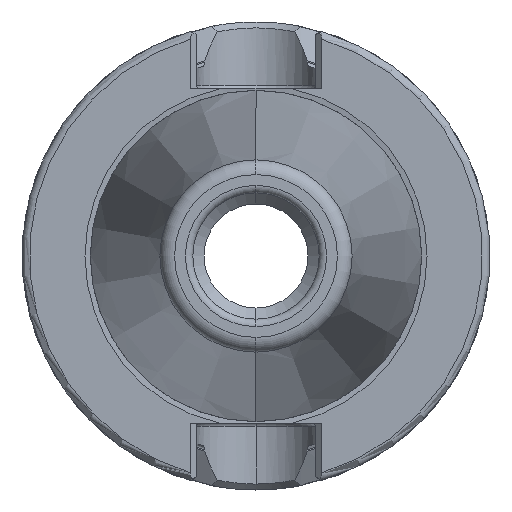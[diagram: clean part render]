
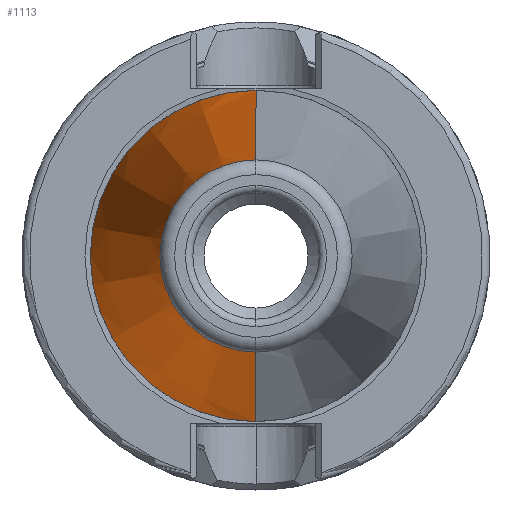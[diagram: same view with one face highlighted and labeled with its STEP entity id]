
A CAD part, left-side view. The second image highlights one B-rep face of the part: STEP entity #1113.
In plain terms, the highlighted conical face has half-angle 8.297 degrees and reference radius 22.298 mm.
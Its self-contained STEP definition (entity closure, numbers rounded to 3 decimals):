
#41 = DIRECTION ( 'NONE',  ( -1., 0., 0. ) ) ;
#124 = DIRECTION ( 'NONE',  ( 1., 0., 0. ) ) ;
#304 = CARTESIAN_POINT ( 'NONE',  ( -89.5, 0., 0. ) ) ;
#357 = CARTESIAN_POINT ( 'NONE',  ( -153.689, 0., 12.937 ) ) ;
#439 = DIRECTION ( 'NONE',  ( 0., 0., -1. ) ) ;
#503 = EDGE_CURVE ( 'NONE', #2719, #3331, #970, .T. ) ;
#567 = VECTOR ( 'NONE', #1598, 1000. ) ;
#745 = VECTOR ( 'NONE', #3191, 1000. ) ;
#763 = CONICAL_SURFACE ( 'NONE', #966, 22.298, 0.145 ) ;
#833 = ORIENTED_EDGE ( 'NONE', *, *, #4033, .F. ) ;
#963 = FACE_OUTER_BOUND ( 'NONE', #3574, .T. ) ;
#966 = AXIS2_PLACEMENT_3D ( 'NONE', #2446, #124, #439 ) ;
#970 = CIRCLE ( 'NONE', #1462, 22.298 ) ;
#1113 = ADVANCED_FACE ( 'NONE', ( #963 ), #763, .T. ) ;
#1249 = EDGE_CURVE ( 'NONE', #1947, #2719, #2141, .T. ) ;
#1462 = AXIS2_PLACEMENT_3D ( 'NONE', #304, #2627, #3913 ) ;
#1598 = DIRECTION ( 'NONE',  ( 0.99, 0., 0.144 ) ) ;
#1785 = CARTESIAN_POINT ( 'NONE',  ( -89.5, 0., -22.298 ) ) ;
#1867 = ORIENTED_EDGE ( 'NONE', *, *, #503, .T. ) ;
#1947 = VERTEX_POINT ( 'NONE', #357 ) ;
#1966 = EDGE_CURVE ( 'NONE', #1947, #2747, #4206, .T. ) ;
#2037 = CARTESIAN_POINT ( 'NONE',  ( -153.689, 0., 0. ) ) ;
#2083 = AXIS2_PLACEMENT_3D ( 'NONE', #2037, #41, #2372 ) ;
#2141 = LINE ( 'NONE', #3887, #567 ) ;
#2215 = CARTESIAN_POINT ( 'NONE',  ( -89.5, 0., -22.298 ) ) ;
#2217 = CARTESIAN_POINT ( 'NONE',  ( -153.689, 0., -12.937 ) ) ;
#2372 = DIRECTION ( 'NONE',  ( 0., 0., 1. ) ) ;
#2426 = LINE ( 'NONE', #2215, #745 ) ;
#2446 = CARTESIAN_POINT ( 'NONE',  ( -89.5, 0., 0. ) ) ;
#2627 = DIRECTION ( 'NONE',  ( -1., 0., 0. ) ) ;
#2719 = VERTEX_POINT ( 'NONE', #3835 ) ;
#2747 = VERTEX_POINT ( 'NONE', #2217 ) ;
#2785 = ORIENTED_EDGE ( 'NONE', *, *, #1966, .F. ) ;
#2954 = ORIENTED_EDGE ( 'NONE', *, *, #1249, .T. ) ;
#3191 = DIRECTION ( 'NONE',  ( 0.99, 0., -0.144 ) ) ;
#3331 = VERTEX_POINT ( 'NONE', #1785 ) ;
#3574 = EDGE_LOOP ( 'NONE', ( #2785, #2954, #1867, #833 ) ) ;
#3835 = CARTESIAN_POINT ( 'NONE',  ( -89.5, 0., 22.298 ) ) ;
#3887 = CARTESIAN_POINT ( 'NONE',  ( -89.5, 0., 22.298 ) ) ;
#3913 = DIRECTION ( 'NONE',  ( 0., 0., 1. ) ) ;
#4033 = EDGE_CURVE ( 'NONE', #2747, #3331, #2426, .T. ) ;
#4206 = CIRCLE ( 'NONE', #2083, 12.937 ) ;
